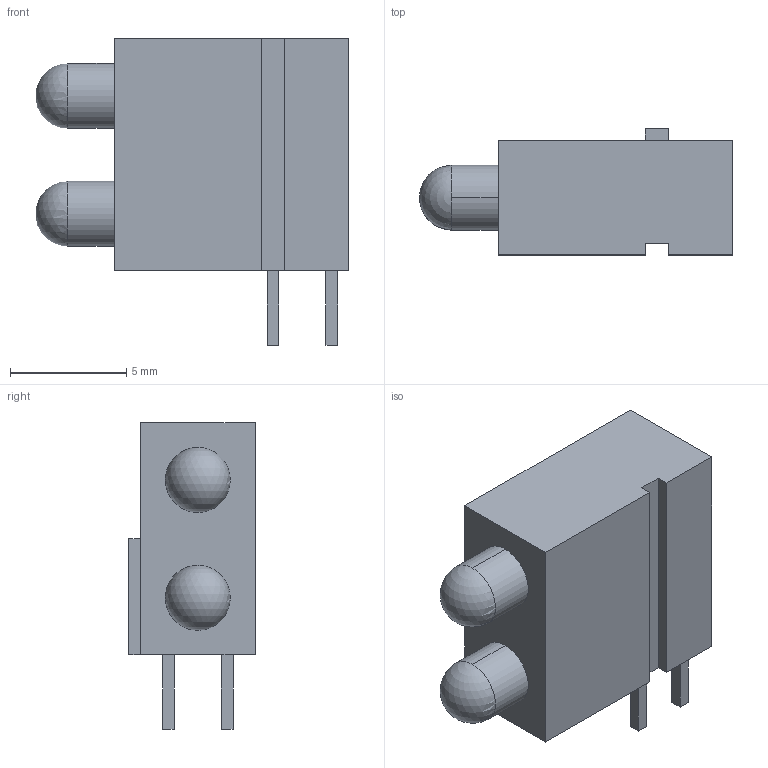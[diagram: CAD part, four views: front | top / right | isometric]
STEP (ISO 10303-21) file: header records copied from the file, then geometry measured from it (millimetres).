
FILE_DESCRIPTION((''),'2;1');
FILE_NAME('LED_MENTOR_1801.7733.stp','2012-12-03T10:57:15',(''),(''),'Mechanical Desktop 2011','Mechanical Desktop 2011',', , ');
FILE_SCHEMA(('AUTOMOTIVE_DESIGN { 1 2 10303 214 1 1 1 1 }'));
Length unit declared in the file: millimetre
Products named in the file (1): Product
Bounding box: 13.49 x 5.45 x 13.2 mm (x, y, z)
Volume: 536.8 mm3; surface area: 515.7 mm2
Topology: 7 solids, 7 shells, 46 faces, 100 edges, 64 vertices
Faces by surface type: plane 40, cylinder 4, sphere 2
Entity records: 1261 total; most frequent: CARTESIAN_POINT 207, DIRECTION 198, ORIENTED_EDGE 192, EDGE_CURVE 96, VECTOR 88, LINE 88, VERTEX_POINT 64, AXIS2_PLACEMENT_3D 55
